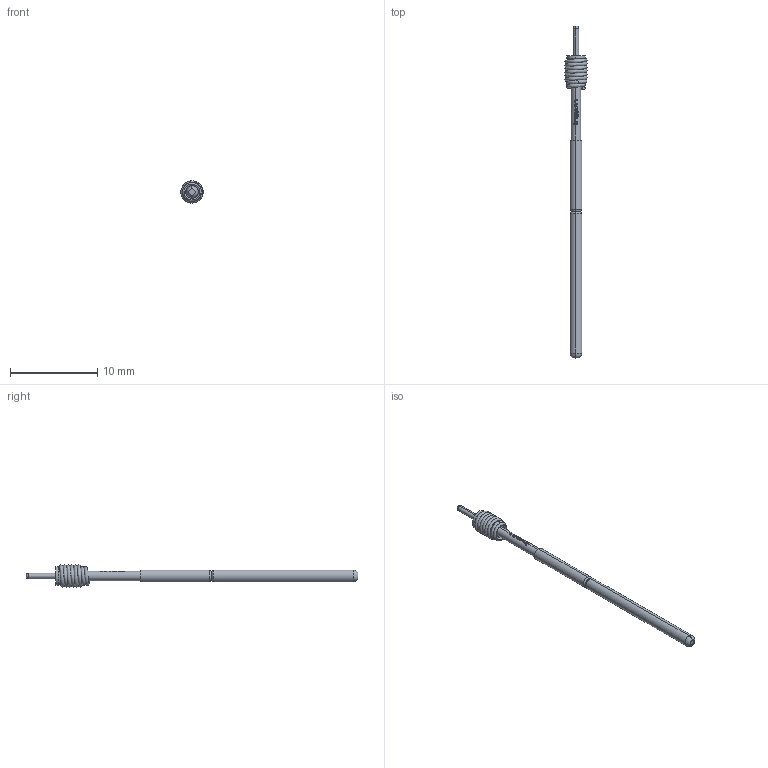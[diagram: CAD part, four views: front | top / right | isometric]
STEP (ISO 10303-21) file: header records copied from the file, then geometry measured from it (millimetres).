
FILE_DESCRIPTION (( 'STEP AP203' ), '1' );
FILE_NAME ('INGUN_GKS-925_TJA_xx00-S.STEP', '2022-05-09T12:43:29', ( 'ochi' ), ( '' ), 'SwSTEP 2.0', 'SolidWorks 2018', '' );
FILE_SCHEMA (( 'CONFIG_CONTROL_DESIGN' ));
Length unit declared in the file: millimetre
Products named in the file (1): INGUN_GKS-925_TJA_xx00-S
Bounding box: 2.55 x 38.1 x 2.55 mm (x, y, z)
Volume: 57.8 mm3; surface area: 198.2 mm2
Topology: 1 solids, 1 shells, 136 faces, 373 edges, 242 vertices
Faces by surface type: plane 50, cylinder 47, bspline 29, torus 8, cone 2
Entity records: 7677 total; most frequent: CARTESIAN_POINT 4409, ORIENTED_EDGE 746, DIRECTION 589, EDGE_CURVE 373, VERTEX_POINT 242, AXIS2_PLACEMENT_3D 241, EDGE_LOOP 143, ADVANCED_FACE 136
